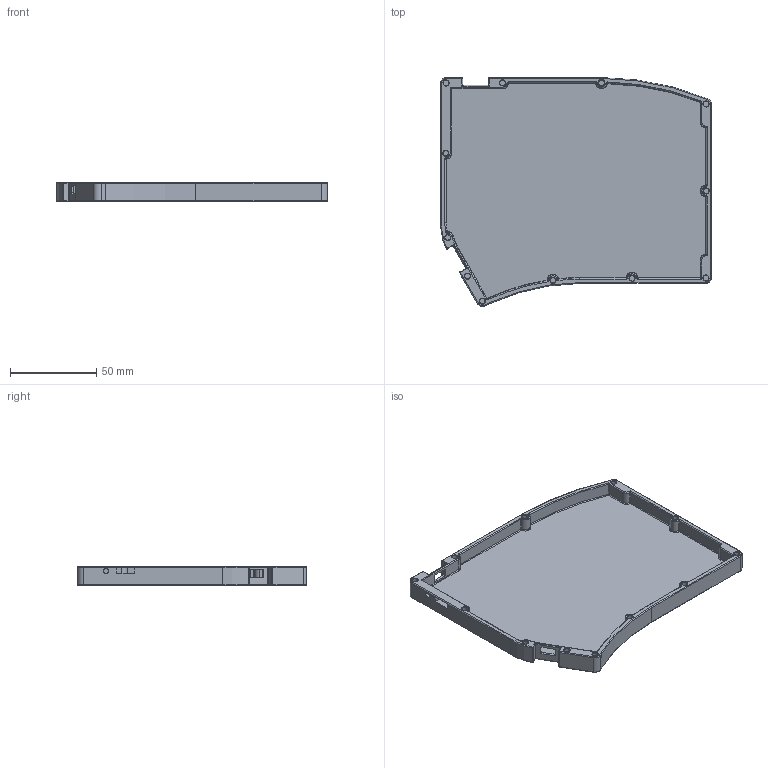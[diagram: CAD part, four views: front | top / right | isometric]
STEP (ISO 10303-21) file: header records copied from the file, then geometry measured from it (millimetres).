
FILE_DESCRIPTION(/* description */ (''),/* implementation_level */ '2;1');
FILE_NAME(/* name */ 'Case_3DP_R.step',/* time_stamp */ '2022-05-12T21:40:28+01:00',/* author */ (''),/* organization */ (''),/* preprocessor_version */ 'ST-DEVELOPER v18.1',/* originating_system */ 'Autodesk Translation Framework v10.14.0.1471',/* authorisation */ '');
FILE_SCHEMA (('AUTOMOTIVE_DESIGN { 1 0 10303 214 3 1 1 }'));
Length unit declared in the file: millimetre
Products named in the file (1): Case_3DP
Bounding box: 156.91 x 132.65 x 11 mm (x, y, z)
Volume: 69845.2 mm3; surface area: 47441.8 mm2
Topology: 1 solids, 1 shells, 269 faces, 589 edges, 326 vertices
Faces by surface type: cylinder 115, torus 59, plane 51, sphere 24, cone 12, bspline 8
Full cylindrical faces by diameter (mm): 3 x1, 3.2 x12
Entity records: 7765 total; most frequent: CARTESIAN_POINT 1716, DIRECTION 1414, ORIENTED_EDGE 1162, AXIS2_PLACEMENT_3D 589, EDGE_CURVE 581, VERTEX_POINT 326, CIRCLE 317, EDGE_LOOP 289
